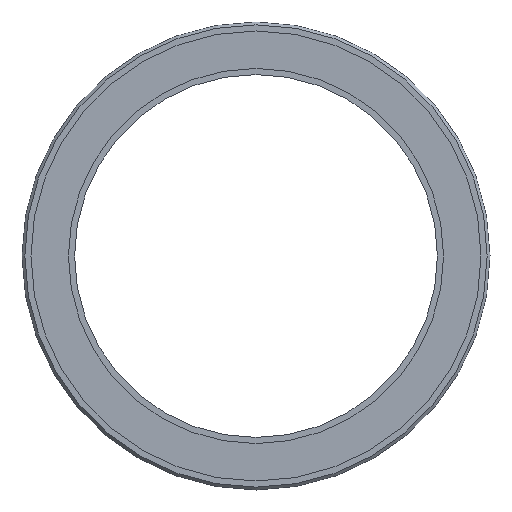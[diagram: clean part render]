
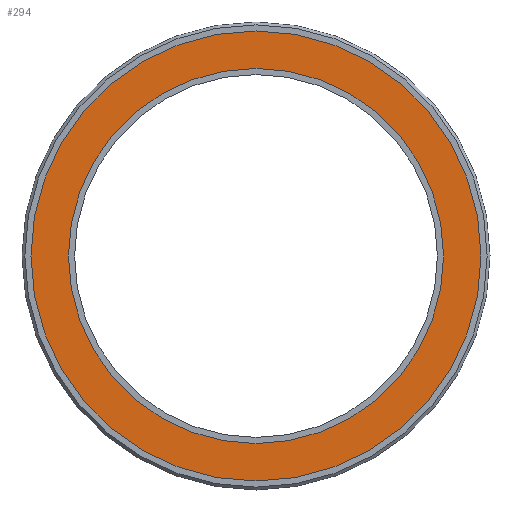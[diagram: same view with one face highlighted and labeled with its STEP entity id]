
A CAD part, front view. The second image highlights one B-rep face of the part: STEP entity #294.
In plain terms, the highlighted planar face has unit normal (0, -1, 0).
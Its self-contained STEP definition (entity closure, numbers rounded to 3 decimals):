
#19 = DIRECTION ( 'NONE',  ( 0., 0., -1. ) ) ;
#33 = FACE_BOUND ( 'NONE', #74, .T. ) ;
#35 = AXIS2_PLACEMENT_3D ( 'NONE', #252, #271, #282 ) ;
#39 = CARTESIAN_POINT ( 'NONE',  ( 0., -10., 0. ) ) ;
#67 = VERTEX_POINT ( 'NONE', #371 ) ;
#73 = DIRECTION ( 'NONE',  ( 0., 1., 0. ) ) ;
#74 = EDGE_LOOP ( 'NONE', ( #169 ) ) ;
#111 = FACE_OUTER_BOUND ( 'NONE', #145, .T. ) ;
#118 = EDGE_CURVE ( 'NONE', #67, #67, #229, .T. ) ;
#134 = DIRECTION ( 'NONE',  ( 0., 0., 1. ) ) ;
#145 = EDGE_LOOP ( 'NONE', ( #204 ) ) ;
#169 = ORIENTED_EDGE ( 'NONE', *, *, #260, .T. ) ;
#199 = CARTESIAN_POINT ( 'NONE',  ( 0., -10., -52.1 ) ) ;
#204 = ORIENTED_EDGE ( 'NONE', *, *, #118, .F. ) ;
#223 = PLANE ( 'NONE',  #35 ) ;
#229 = CIRCLE ( 'NONE', #339, 62.5 ) ;
#231 = CIRCLE ( 'NONE', #331, 52.1 ) ;
#236 = VERTEX_POINT ( 'NONE', #199 ) ;
#245 = DIRECTION ( 'NONE',  ( 0., 1., 0. ) ) ;
#252 = CARTESIAN_POINT ( 'NONE',  ( 62.5, -10., 0. ) ) ;
#260 = EDGE_CURVE ( 'NONE', #236, #236, #231, .T. ) ;
#271 = DIRECTION ( 'NONE',  ( 0., -1., 0. ) ) ;
#282 = DIRECTION ( 'NONE',  ( 0., 0., -1. ) ) ;
#294 = ADVANCED_FACE ( 'NONE', ( #111, #33 ), #223, .T. ) ;
#331 = AXIS2_PLACEMENT_3D ( 'NONE', #363, #73, #19 ) ;
#339 = AXIS2_PLACEMENT_3D ( 'NONE', #39, #245, #134 ) ;
#363 = CARTESIAN_POINT ( 'NONE',  ( 0., -10., 0. ) ) ;
#371 = CARTESIAN_POINT ( 'NONE',  ( 0., -10., 62.5 ) ) ;
